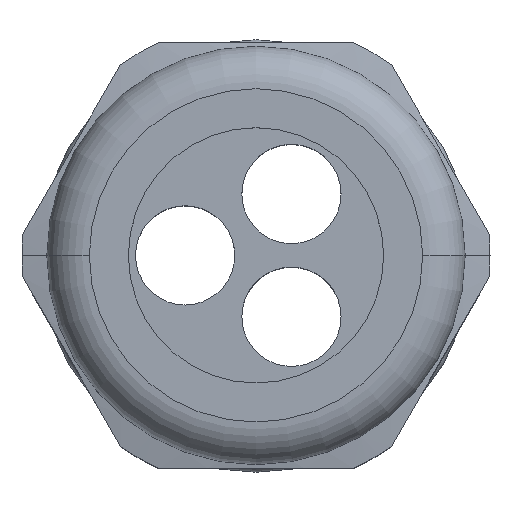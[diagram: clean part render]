
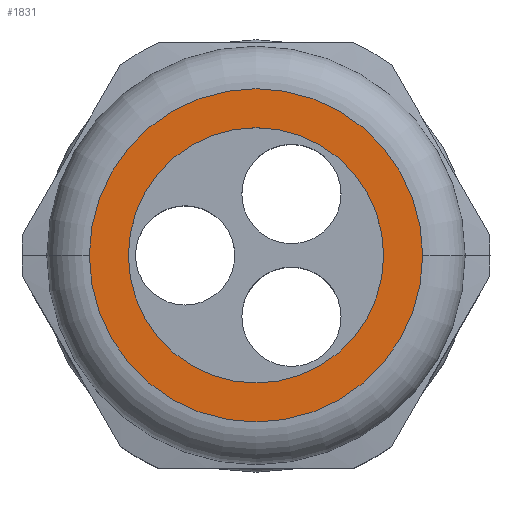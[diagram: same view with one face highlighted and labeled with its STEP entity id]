
A CAD part, top view. The second image highlights one B-rep face of the part: STEP entity #1831.
In plain terms, the highlighted planar face has unit normal (0, 0, 1).
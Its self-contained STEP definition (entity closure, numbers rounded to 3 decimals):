
#40 = PLANE ( 'NONE',  #1580 ) ;
#41 = CARTESIAN_POINT ( 'NONE',  ( 0., 0., 33. ) ) ;
#42 = DIRECTION ( 'NONE',  ( 0., 0., 1. ) ) ;
#43 = DIRECTION ( 'NONE',  ( 1., 0., 0. ) ) ;
#67 = CARTESIAN_POINT ( 'NONE',  ( 0., 0., 33. ) ) ;
#68 = DIRECTION ( 'NONE',  ( 0., 0., 1. ) ) ;
#69 = DIRECTION ( 'NONE',  ( 1., 0., 0. ) ) ;
#70 = CARTESIAN_POINT ( 'NONE',  ( 0., 0., 33. ) ) ;
#71 = DIRECTION ( 'NONE',  ( 0., 0., 1. ) ) ;
#72 = DIRECTION ( 'NONE',  ( 1., 0., 0. ) ) ;
#579 = CARTESIAN_POINT ( 'NONE',  ( 11.75, 0., 33. ) ) ;
#580 = CARTESIAN_POINT ( 'NONE',  ( -11.75, 0., 33. ) ) ;
#583 = CARTESIAN_POINT ( 'NONE',  ( 9., 0., 33. ) ) ;
#584 = CARTESIAN_POINT ( 'NONE',  ( -9., 0., 33. ) ) ;
#746 = ORIENTED_EDGE ( 'NONE', *, *, #1839, .T. ) ;
#747 = ORIENTED_EDGE ( 'NONE', *, *, #1808, .F. ) ;
#749 = ORIENTED_EDGE ( 'NONE', *, *, #1840, .F. ) ;
#750 = ORIENTED_EDGE ( 'NONE', *, *, #1804, .T. ) ;
#828 = VERTEX_POINT ( 'NONE', #584 ) ;
#829 = VERTEX_POINT ( 'NONE', #583 ) ;
#832 = VERTEX_POINT ( 'NONE', #580 ) ;
#833 = VERTEX_POINT ( 'NONE', #579 ) ;
#965 = EDGE_LOOP ( 'NONE', ( #749, #747 ) ) ;
#966 = EDGE_LOOP ( 'NONE', ( #750, #746 ) ) ;
#1133 = CIRCLE ( 'NONE', #1560, 9. ) ;
#1134 = CIRCLE ( 'NONE', #1559, 11.75 ) ;
#1140 = CIRCLE ( 'NONE', #1675, 9. ) ;
#1143 = CIRCLE ( 'NONE', #1679, 11.75 ) ;
#1283 = DIRECTION ( 'NONE',  ( 1., 0., 0. ) ) ;
#1284 = DIRECTION ( 'NONE',  ( 0., 0., 1. ) ) ;
#1288 = CARTESIAN_POINT ( 'NONE',  ( 0., 0., 33. ) ) ;
#1295 = DIRECTION ( 'NONE',  ( 1., 0., 0. ) ) ;
#1296 = DIRECTION ( 'NONE',  ( 0., 0., 1. ) ) ;
#1298 = CARTESIAN_POINT ( 'NONE',  ( 0., 0., 33. ) ) ;
#1559 = AXIS2_PLACEMENT_3D ( 'NONE', #67, #68, #69 ) ;
#1560 = AXIS2_PLACEMENT_3D ( 'NONE', #70, #71, #72 ) ;
#1580 = AXIS2_PLACEMENT_3D ( 'NONE', #41, #42, #43 ) ;
#1582 = FACE_OUTER_BOUND ( 'NONE', #966, .T. ) ;
#1591 = FACE_BOUND ( 'NONE', #965, .T. ) ;
#1675 = AXIS2_PLACEMENT_3D ( 'NONE', #1288, #1284, #1283 ) ;
#1679 = AXIS2_PLACEMENT_3D ( 'NONE', #1298, #1296, #1295 ) ;
#1804 = EDGE_CURVE ( 'NONE', #833, #832, #1143, .T. ) ;
#1808 = EDGE_CURVE ( 'NONE', #828, #829, #1140, .T. ) ;
#1831 = ADVANCED_FACE ( 'NONE', ( #1591, #1582 ), #40, .T. ) ;
#1839 = EDGE_CURVE ( 'NONE', #832, #833, #1134, .T. ) ;
#1840 = EDGE_CURVE ( 'NONE', #829, #828, #1133, .T. ) ;
